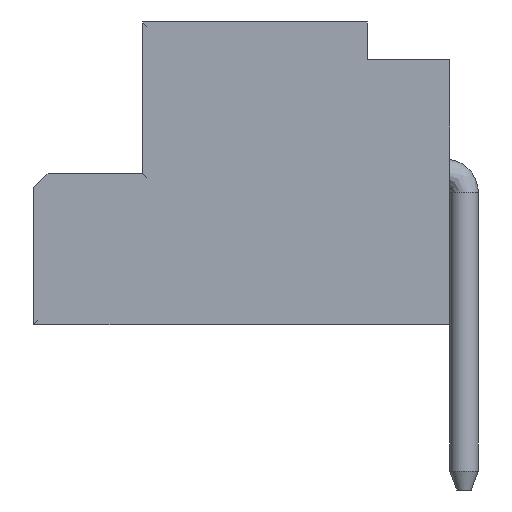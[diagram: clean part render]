
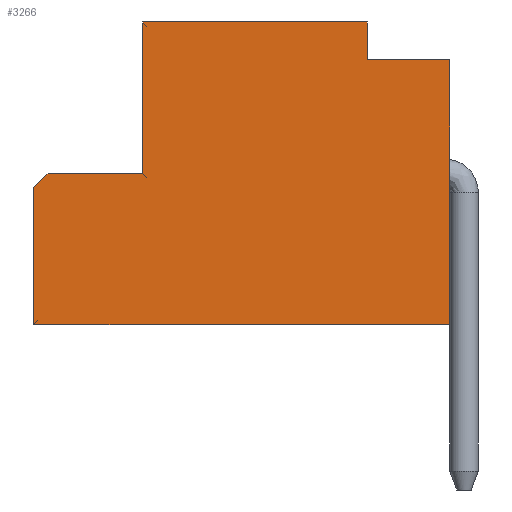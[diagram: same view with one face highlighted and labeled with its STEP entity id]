
A CAD part, left-side view. The second image highlights one B-rep face of the part: STEP entity #3266.
In plain terms, the highlighted free-form (B-spline) face has degree [1, 1] with [2, 2] control points.
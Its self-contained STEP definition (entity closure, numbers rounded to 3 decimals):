
#1874 = VERTEX_POINT('',#1875);
#1875 = CARTESIAN_POINT('',(-11.251,4.729,3.5));
#2076 = VERTEX_POINT('',#2077);
#2077 = CARTESIAN_POINT('',(-11.251,-4.071,3.5));
#2082 = EDGE_CURVE('',#1874,#2076,#2083,.T.);
#2083 = B_SPLINE_CURVE_WITH_KNOTS('',1,(#2084,#2085),.UNSPECIFIED.,.F.,
  .F.,(2,2),(0.,8.8),.PIECEWISE_BEZIER_KNOTS.);
#2084 = CARTESIAN_POINT('',(-11.251,4.729,3.5));
#2085 = CARTESIAN_POINT('',(-11.251,-4.071,3.5));
#2580 = VERTEX_POINT('',#2581);
#2581 = CARTESIAN_POINT('',(-11.251,-4.071,9.1));
#2586 = EDGE_CURVE('',#2076,#2580,#2587,.T.);
#2587 = B_SPLINE_CURVE_WITH_KNOTS('',1,(#2588,#2589),.UNSPECIFIED.,.F.,
  .F.,(2,2),(0.,5.6),.PIECEWISE_BEZIER_KNOTS.);
#2588 = CARTESIAN_POINT('',(-11.251,-4.071,3.5));
#2589 = CARTESIAN_POINT('',(-11.251,-4.071,9.1));
#2713 = VERTEX_POINT('',#2714);
#2714 = CARTESIAN_POINT('',(-11.251,-2.321,9.1));
#2719 = EDGE_CURVE('',#2580,#2713,#2720,.T.);
#2720 = B_SPLINE_CURVE_WITH_KNOTS('',1,(#2721,#2722),.UNSPECIFIED.,.F.,
  .F.,(2,2),(0.,1.75),.PIECEWISE_BEZIER_KNOTS.);
#2721 = CARTESIAN_POINT('',(-11.251,-4.071,9.1));
#2722 = CARTESIAN_POINT('',(-11.251,-2.321,9.1));
#3266 = ADVANCED_FACE('',(#3267),#3312,.F.);
#3267 = FACE_BOUND('',#3268,.T.);
#3268 = EDGE_LOOP('',(#3269,#3278,#3285,#3290,#3291,#3292,#3293,#3300,
    #3307));
#3269 = ORIENTED_EDGE('',*,*,#3270,.T.);
#3270 = EDGE_CURVE('',#3271,#3273,#3275,.T.);
#3271 = VERTEX_POINT('',#3272);
#3272 = CARTESIAN_POINT('',(-11.251,2.429,6.7));
#3273 = VERTEX_POINT('',#3274);
#3274 = CARTESIAN_POINT('',(-11.251,4.429,6.7));
#3275 = B_SPLINE_CURVE_WITH_KNOTS('',1,(#3276,#3277),.UNSPECIFIED.,.F.,
  .F.,(2,2),(-2.3,-0.3),.PIECEWISE_BEZIER_KNOTS.);
#3276 = CARTESIAN_POINT('',(-11.251,2.429,6.7));
#3277 = CARTESIAN_POINT('',(-11.251,4.429,6.7));
#3278 = ORIENTED_EDGE('',*,*,#3279,.T.);
#3279 = EDGE_CURVE('',#3273,#3280,#3282,.T.);
#3280 = VERTEX_POINT('',#3281);
#3281 = CARTESIAN_POINT('',(-11.251,4.729,6.4));
#3282 = B_SPLINE_CURVE_WITH_KNOTS('',1,(#3283,#3284),.UNSPECIFIED.,.F.,
  .F.,(2,2),(-0.424,0.),
  .PIECEWISE_BEZIER_KNOTS.);
#3283 = CARTESIAN_POINT('',(-11.251,4.429,6.7));
#3284 = CARTESIAN_POINT('',(-11.251,4.729,6.4));
#3285 = ORIENTED_EDGE('',*,*,#3286,.F.);
#3286 = EDGE_CURVE('',#1874,#3280,#3287,.T.);
#3287 = B_SPLINE_CURVE_WITH_KNOTS('',1,(#3288,#3289),.UNSPECIFIED.,.F.,
  .F.,(2,2),(0.,2.9),.PIECEWISE_BEZIER_KNOTS.);
#3288 = CARTESIAN_POINT('',(-11.251,4.729,3.5));
#3289 = CARTESIAN_POINT('',(-11.251,4.729,6.4));
#3290 = ORIENTED_EDGE('',*,*,#2082,.T.);
#3291 = ORIENTED_EDGE('',*,*,#2586,.T.);
#3292 = ORIENTED_EDGE('',*,*,#2719,.T.);
#3293 = ORIENTED_EDGE('',*,*,#3294,.T.);
#3294 = EDGE_CURVE('',#2713,#3295,#3297,.T.);
#3295 = VERTEX_POINT('',#3296);
#3296 = CARTESIAN_POINT('',(-11.251,-2.321,9.9));
#3297 = B_SPLINE_CURVE_WITH_KNOTS('',1,(#3298,#3299),.UNSPECIFIED.,.F.,
  .F.,(2,2),(-0.8,0.),.PIECEWISE_BEZIER_KNOTS.);
#3298 = CARTESIAN_POINT('',(-11.251,-2.321,9.1));
#3299 = CARTESIAN_POINT('',(-11.251,-2.321,9.9));
#3300 = ORIENTED_EDGE('',*,*,#3301,.F.);
#3301 = EDGE_CURVE('',#3302,#3295,#3304,.T.);
#3302 = VERTEX_POINT('',#3303);
#3303 = CARTESIAN_POINT('',(-11.251,2.429,9.9));
#3304 = B_SPLINE_CURVE_WITH_KNOTS('',1,(#3305,#3306),.UNSPECIFIED.,.F.,
  .F.,(2,2),(2.3,7.05),.PIECEWISE_BEZIER_KNOTS.);
#3305 = CARTESIAN_POINT('',(-11.251,2.429,9.9));
#3306 = CARTESIAN_POINT('',(-11.251,-2.321,9.9));
#3307 = ORIENTED_EDGE('',*,*,#3308,.T.);
#3308 = EDGE_CURVE('',#3302,#3271,#3309,.T.);
#3309 = B_SPLINE_CURVE_WITH_KNOTS('',1,(#3310,#3311),.UNSPECIFIED.,.F.,
  .F.,(2,2),(0.,3.2),.PIECEWISE_BEZIER_KNOTS.);
#3310 = CARTESIAN_POINT('',(-11.251,2.429,9.9));
#3311 = CARTESIAN_POINT('',(-11.251,2.429,6.7));
#3312 = B_SPLINE_SURFACE_WITH_KNOTS('',1,1,(
    (#3313,#3314)
    ,(#3315,#3316
    )),.UNSPECIFIED.,.F.,.F.,.F.,(2,2),(2,2),(0.,8.8),(-6.4,
    0.),.PIECEWISE_BEZIER_KNOTS.);
#3313 = CARTESIAN_POINT('',(-11.251,4.729,9.9));
#3314 = CARTESIAN_POINT('',(-11.251,4.729,3.5));
#3315 = CARTESIAN_POINT('',(-11.251,-4.071,9.9));
#3316 = CARTESIAN_POINT('',(-11.251,-4.071,3.5));
